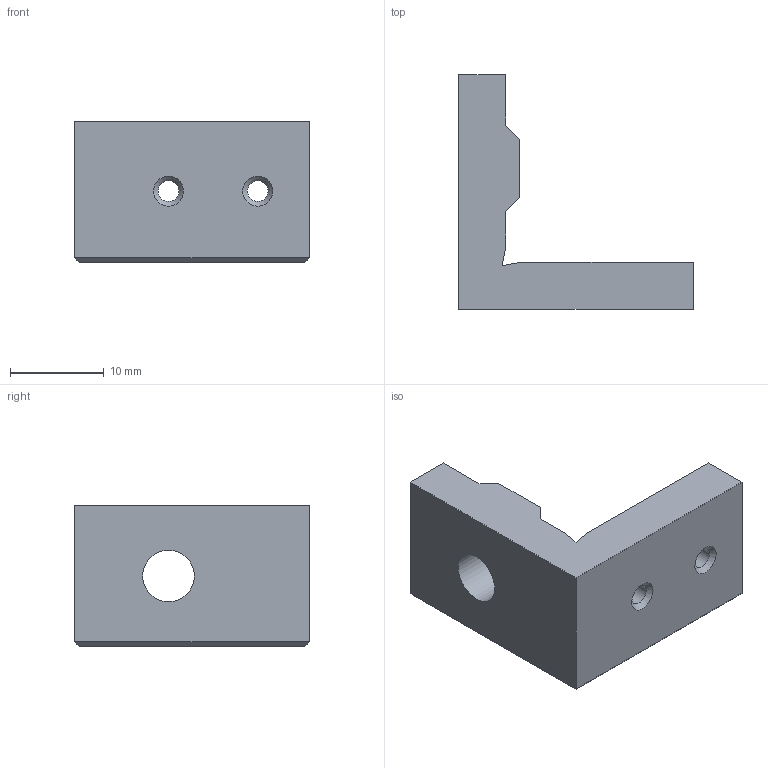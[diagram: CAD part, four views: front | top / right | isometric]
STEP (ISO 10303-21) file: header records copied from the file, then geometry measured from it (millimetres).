
FILE_DESCRIPTION(/* description */ ('Alibre Inc.'),/* implementation_level */ '2;1');
FILE_NAME(/* name */ 'export0',/* time_stamp */ '2017-07-21T18:12:35-04:00',/* author */ (''),/* organization */ (''),/* preprocessor_version */ 'ST-DEVELOPER v14',/* originating_system */ 'Alibre',/* authorisation */ '');
FILE_SCHEMA (('AUTOMOTIVE_DESIGN'));
Length unit declared in the file: centimetre
Bounding box: 25 x 25 x 15 mm (x, y, z)
Volume: 3333.3 mm3; surface area: 2087.3 mm2
Topology: 1 solids, 1 shells, 31 faces, 75 edges, 46 vertices
Faces by surface type: plane 26, cylinder 3, cone 2
Full cylindrical faces by diameter (mm): 2.2 x2, 5.5 x1
Entity records: 839 total; most frequent: CARTESIAN_POINT 143, ORIENTED_EDGE 136, DIRECTION 112, EDGE_CURVE 68, VECTOR 60, LINE 60, VERTEX_POINT 44, EDGE_LOOP 42
